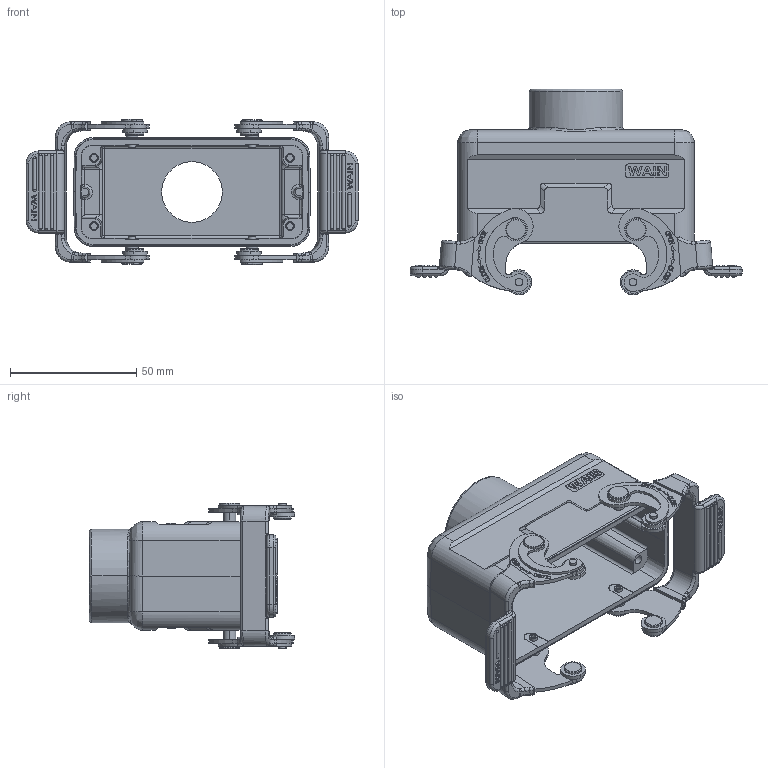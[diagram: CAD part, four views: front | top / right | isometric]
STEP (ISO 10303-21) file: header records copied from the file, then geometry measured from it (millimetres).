
FILE_DESCRIPTION((''),'2;1');
FILE_NAME('3D_1111164101003_W16B-TE-2B-PG2','2017-10-09T',('sy.ji'),(''),'PRO/ENGINEER BY PARAMETRIC TECHNOLOGY CORPORATION, 2014310','PRO/ENGINEER BY PARAMETRIC TECHNOLOGY CORPORATION, 2014310','');
FILE_SCHEMA(('CONFIG_CONTROL_DESIGN'));
Products named in the file (1): 3D_1111164101003_W16B-TE-2B-PG2
Bounding box: 131.3 x 81.2 x 57.5 mm (x, y, z)
Volume: 70190.2 mm3; surface area: 45354.4 mm2
Topology: 1 solids, 1 shells, 1495 faces, 3986 edges, 2637 vertices
Faces by surface type: plane 755, cylinder 343, extrusion 154, bspline 84, torus 64, cone 52, sphere 43
Entity records: 60872 total; most frequent: CARTESIAN_POINT 16138, ORIENTED_EDGE 7930, DIRECTION 7057, EDGE_CURVE 3965, VERTEX_POINT 2637, VECTOR 2427, AXIS2_PLACEMENT_3D 2315, LINE 2273
